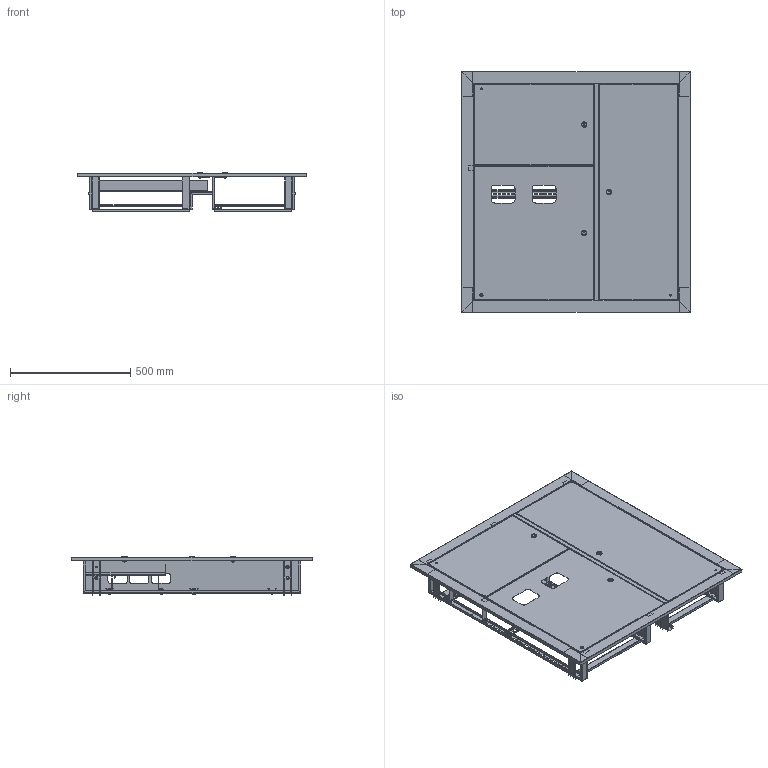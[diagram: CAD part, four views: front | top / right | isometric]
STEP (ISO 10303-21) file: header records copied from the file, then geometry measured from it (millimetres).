
FILE_DESCRIPTION (( 'STEP AP214' ), '1' );
FILE_NAME ('ÙÝ 2 êâ. (1000õ950õ160) EKF Basic.STEP', '2022-04-28T11:36:01', ( '' ), ( '' ), 'SwSTEP 2.0', 'SolidWorks 2021', '' );
FILE_SCHEMA (( 'AUTOMOTIVE_DESIGN' ));
Length unit declared in the file: millimetre
Products named in the file (33): Ïëàñòèíà 100õ35; cross ph tapping 968_din_Screw DIN 968-ST4.2x13-C-H-N; ÌÈ-2412.00.00.002 Ïðîñòàâêà; ÌÈ-2412.01.00.003 Ñòåíêà âåðõíÿÿ; ﾌﾈ-2412.03.00.001 ﾄ粢 褪濱決-2412.03.00.001-01; 昈-2412.01.00.000 扻豵鵨 捘; Çàêëåïêà ãàå÷íàÿ Ì4; ÌÈ-2412.01.00.002 Ñòåíêà ëåâàÿ; ÌÈ-2412.04.00.000 Äâåðü ñèëîâàÿ ÑÁ; ÌÈ-2413.01.00.008 Äåðæàòåëü äâåðè; ﾌﾈ-2412.01.00.007 ﾊ煇鳫; Çàêëåïêà ãàå÷íàÿ Ì8; ÌÈ-2412.04.00.001 Äâåðü ñèëîâàÿ; pan head cross recess screw_din1_DIN EN ISO 7045 - M6 x 20 - Z - 20N; 倘-2412.00.00.001 脏朦囗咫黖寛-2412.00.00.001-01; Çàìîê ïî÷òîâûé; ﾌﾈ-2412.02.00.001 ﾄ粢 珮ⅳⅸ浯; ÌÈ-2412.01.00.004 Øâåëëåð; pan head cross recess screw_din_DIN EN ISO 7045 - M6 x 20 - Z - 20N; hex flange nut_din_Hexagon Flange Nut DIN 6923 - M6 - N; pan head cross recess screw_din1_ISO 7045 - M4 x 16 - Z --- 16N; ÌÈ-2412.03.00.000 Äâåðü ó÷åòà ÑÁ_Œˆ-2412.03.00.000-01; ÙÝ 2 êâ. (1000õ950õ160) EKF Basic; DIN-謥濋趌L=420 (!); ﾌﾈ-2412.02.00.000 ﾄ粢 珮ⅳⅸ浯 ﾑﾁ; Øïèëüêà Ì6õ12; ÌÈ-2412.01.00.003-01 Ñòåíêà íèæíÿÿ; hex flange nut_din1_Hexagon Flange Nut DIN 6923 - M6 - N; ÌÈ-2412.01.00.006 Óñèëèòåëü êàáåëüíûé  ; ÌÈ-2412.01.00.005 Ïåðåãîðîäêà; DIN-ðåéêà21_L=420 (!); ÌÈ-2412.01.00.001 Ñòåíêà ïðàâàÿ; ÌÈ-2413.05.00.003 Êðîíøòåéí ïîä äèí-ðåéêó
Assembly tree (88 placements, depth 3):
  ÙÝ 2 êâ. (1000õ950õ160) EKF Basic
    昈-2412.01.00.000 扻豵鵨 捘
      ÌÈ-2412.01.00.002 Ñòåíêà ëåâàÿ
      ÌÈ-2412.01.00.001 Ñòåíêà ïðàâàÿ
      ÌÈ-2412.01.00.003 Ñòåíêà âåðõíÿÿ
      ÌÈ-2412.01.00.004 Øâåëëåð
      ÌÈ-2412.01.00.005 Ïåðåãîðîäêà
      ÌÈ-2412.01.00.003-01 Ñòåíêà íèæíÿÿ
      Ïëàñòèíà 100õ35  x4
      ÌÈ-2413.01.00.008 Äåðæàòåëü äâåðè
      ÌÈ-2412.01.00.006 Óñèëèòåëü êàáåëüíûé    x2
      Çàêëåïêà ãàå÷íàÿ Ì8  x4
      Øïèëüêà Ì6õ12  x3
      ﾌﾈ-2412.01.00.007 ﾊ煇鳫  x3
    ﾌﾈ-2412.02.00.000 ﾄ粢 珮ⅳⅸ浯 ﾑﾁ
      ﾌﾈ-2412.02.00.001 ﾄ粢 珮ⅳⅸ浯
      Çàêëåïêà ãàå÷íàÿ Ì4  x2
      Çàìîê ïî÷òîâûé
      Øïèëüêà Ì6õ12
    ÌÈ-2412.04.00.000 Äâåðü ñèëîâàÿ ÑÁ
      Çàêëåïêà ãàå÷íàÿ Ì4  x2
      ÌÈ-2412.04.00.001 Äâåðü ñèëîâàÿ
      Çàìîê ïî÷òîâûé
      Øïèëüêà Ì6õ12
    ÌÈ-2412.03.00.000 Äâåðü ó÷åòà ÑÁ_Œˆ-2412.03.00.000-01
      ﾌﾈ-2412.03.00.001 ﾄ粢 褪濱決-2412.03.00.001-01
      Çàìîê ïî÷òîâûé
      Çàêëåïêà ãàå÷íàÿ Ì4
      Øïèëüêà Ì6õ12
    pan head cross recess screw_din1_ISO 7045 - M4 x 16 - Z --- 16N  x5
    DIN-ðåéêà21_L=420 (!)  x2
    pan head cross recess screw_din1_DIN EN ISO 7045 - M6 x 20 - Z - 20N  x4
    hex flange nut_din1_Hexagon Flange Nut DIN 6923 - M6 - N  x6
    倘-2412.00.00.001 脏朦囗咫黖寛-2412.00.00.001-01
    cross ph tapping 968_din_Screw DIN 968-ST4.2x13-C-H-N
    DIN-謥濋趌L=420 (!)  x2
    ÌÈ-2413.05.00.003 Êðîíøòåéí ïîä äèí-ðåéêó  x4
    pan head cross recess screw_din_DIN EN ISO 7045 - M6 x 20 - Z - 20N  x6
    hex flange nut_din_Hexagon Flange Nut DIN 6923 - M6 - N  x6
    ÌÈ-2412.00.00.002 Ïðîñòàâêà  x10
Bounding box: 950 x 1000 x 163.7 mm (x, y, z)
Volume: 1214547.7 mm3; surface area: 3839011.8 mm2
Topology: 84 solids, 84 shells, 3702 faces, 8743 edges, 5242 vertices
Faces by surface type: plane 1964, cylinder 1071, cone 338, bspline 173, torus 124, sphere 32
Entity records: 51570 total; most frequent: CARTESIAN_POINT 12697, DIRECTION 7812, ORIENTED_EDGE 7620, EDGE_CURVE 3810, AXIS2_PLACEMENT_3D 2702, VECTOR 2408, LINE 2408, VERTEX_POINT 2294
